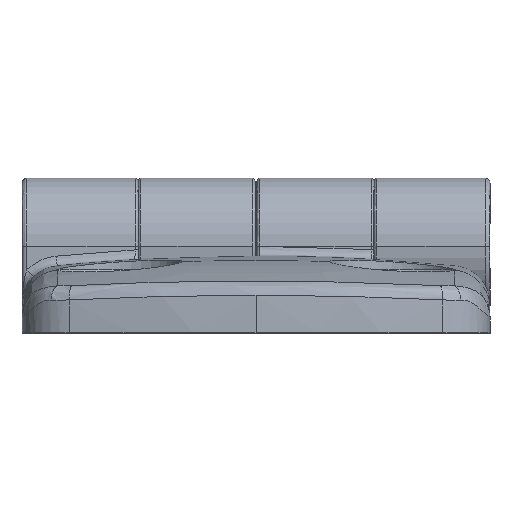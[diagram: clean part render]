
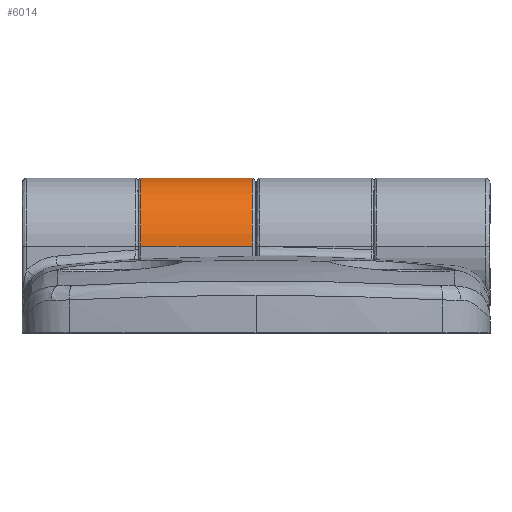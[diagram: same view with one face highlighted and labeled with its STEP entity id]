
A CAD part, top view. The second image highlights one B-rep face of the part: STEP entity #6014.
In plain terms, the highlighted cylindrical face has radius 7 mm (diameter 14 mm), a partial arc.
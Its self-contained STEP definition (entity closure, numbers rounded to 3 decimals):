
#361 = AXIS2_PLACEMENT_3D ( 'NONE', #4648, #1402, #6212 ) ;
#399 = AXIS2_PLACEMENT_3D ( 'NONE', #4392, #4385, #4383 ) ;
#444 = LINE ( 'NONE', #5605, #3839 ) ;
#634 = VERTEX_POINT ( 'NONE', #2487 ) ;
#1402 = DIRECTION ( 'NONE',  ( -1., 0., 0. ) ) ;
#1430 = VERTEX_POINT ( 'NONE', #6031 ) ;
#1784 = VERTEX_POINT ( 'NONE', #4857 ) ;
#2106 = CARTESIAN_POINT ( 'NONE',  ( 24., 8.9, -7. ) ) ;
#2150 = DIRECTION ( 'NONE',  ( -1., 0., 0. ) ) ;
#2487 = CARTESIAN_POINT ( 'NONE',  ( -0.4, 8.9, 7. ) ) ;
#2521 = AXIS2_PLACEMENT_3D ( 'NONE', #3793, #3403, #3310 ) ;
#3292 = EDGE_CURVE ( 'NONE', #634, #1784, #444, .T. ) ;
#3310 = DIRECTION ( 'NONE',  ( 0., 0., -1. ) ) ;
#3400 = LINE ( 'NONE', #2106, #3544 ) ;
#3403 = DIRECTION ( 'NONE',  ( 1., 0., 0. ) ) ;
#3479 = CIRCLE ( 'NONE', #2521, 7. ) ;
#3520 = CARTESIAN_POINT ( 'NONE',  ( -11.8, 8.9, -7. ) ) ;
#3544 = VECTOR ( 'NONE', #2150, 1000. ) ;
#3622 = FACE_OUTER_BOUND ( 'NONE', #4684, .T. ) ;
#3650 = EDGE_CURVE ( 'NONE', #1784, #5328, #3980, .T. ) ;
#3793 = CARTESIAN_POINT ( 'NONE',  ( -0.4, 8.9, 0. ) ) ;
#3839 = VECTOR ( 'NONE', #5619, 1000. ) ;
#3900 = CYLINDRICAL_SURFACE ( 'NONE', #361, 7. ) ;
#3980 = CIRCLE ( 'NONE', #399, 7. ) ;
#4199 = ORIENTED_EDGE ( 'NONE', *, *, #3292, .F. ) ;
#4383 = DIRECTION ( 'NONE',  ( 0., 0., -1. ) ) ;
#4385 = DIRECTION ( 'NONE',  ( -1., 0., 0. ) ) ;
#4392 = CARTESIAN_POINT ( 'NONE',  ( -11.8, 8.9, 0. ) ) ;
#4415 = ORIENTED_EDGE ( 'NONE', *, *, #5984, .F. ) ;
#4648 = CARTESIAN_POINT ( 'NONE',  ( 24., 8.9, 0. ) ) ;
#4684 = EDGE_LOOP ( 'NONE', ( #4199, #4415, #5415, #5340 ) ) ;
#4857 = CARTESIAN_POINT ( 'NONE',  ( -11.8, 8.9, 7. ) ) ;
#5328 = VERTEX_POINT ( 'NONE', #3520 ) ;
#5340 = ORIENTED_EDGE ( 'NONE', *, *, #3650, .F. ) ;
#5415 = ORIENTED_EDGE ( 'NONE', *, *, #5961, .T. ) ;
#5605 = CARTESIAN_POINT ( 'NONE',  ( 24., 8.9, 7. ) ) ;
#5619 = DIRECTION ( 'NONE',  ( -1., 0., 0. ) ) ;
#5961 = EDGE_CURVE ( 'NONE', #1430, #5328, #3400, .T. ) ;
#5984 = EDGE_CURVE ( 'NONE', #1430, #634, #3479, .T. ) ;
#6014 = ADVANCED_FACE ( 'NONE', ( #3622 ), #3900, .T. ) ;
#6031 = CARTESIAN_POINT ( 'NONE',  ( -0.4, 8.9, -7. ) ) ;
#6212 = DIRECTION ( 'NONE',  ( 0., 0., 1. ) ) ;
